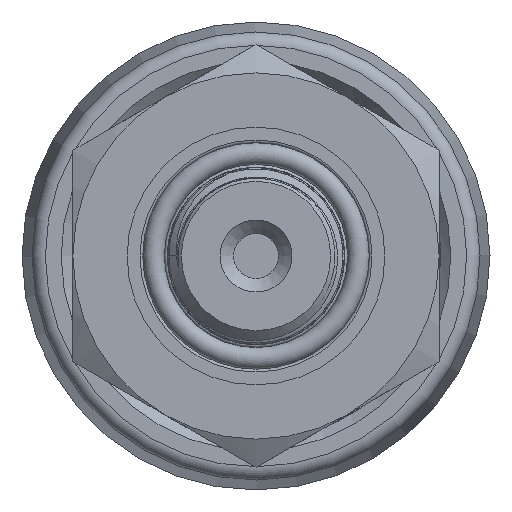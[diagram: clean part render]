
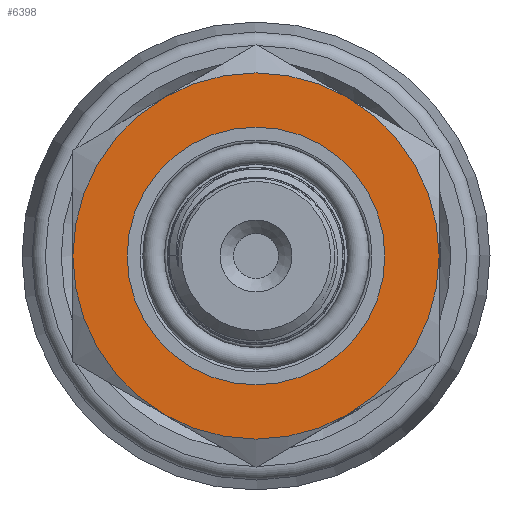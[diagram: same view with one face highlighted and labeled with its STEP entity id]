
A CAD part, left-side view. The second image highlights one B-rep face of the part: STEP entity #6398.
In plain terms, the highlighted face is planar.
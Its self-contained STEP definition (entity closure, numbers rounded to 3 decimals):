
#832=FACE_BOUND('',#2350,.T.);
#1584=PLANE('',#6706);
#1949=FACE_OUTER_BOUND('',#2349,.T.);
#2349=EDGE_LOOP('',(#6017));
#2350=EDGE_LOOP('',(#6018));
#2466=CIRCLE('',#6667,13.5);
#2490=CIRCLE('',#6707,9.5);
#3110=VERTEX_POINT('',#21627);
#3129=VERTEX_POINT('',#21693);
#4062=EDGE_CURVE('',#3110,#3110,#2466,.T.);
#4093=EDGE_CURVE('',#3129,#3129,#2490,.T.);
#6017=ORIENTED_EDGE('',*,*,#4062,.T.);
#6018=ORIENTED_EDGE('',*,*,#4093,.F.);
#6398=ADVANCED_FACE('',(#1949,#832),#1584,.T.);
#6667=AXIS2_PLACEMENT_3D('',#21628,#7443,#7444);
#6706=AXIS2_PLACEMENT_3D('',#21692,#7528,#7529);
#6707=AXIS2_PLACEMENT_3D('',#21694,#7530,#7531);
#7443=DIRECTION('center_axis',(1.,0.,0.));
#7444=DIRECTION('ref_axis',(0.,0.,-1.));
#7528=DIRECTION('center_axis',(1.,0.,0.));
#7529=DIRECTION('ref_axis',(0.,0.,-1.));
#7530=DIRECTION('center_axis',(1.,0.,0.));
#7531=DIRECTION('ref_axis',(0.,0.,-1.));
#21627=CARTESIAN_POINT('',(-14.,-13.5,0.));
#21628=CARTESIAN_POINT('Origin',(-14.,0.,0.));
#21692=CARTESIAN_POINT('Origin',(-14.,9.5,0.));
#21693=CARTESIAN_POINT('',(-14.,-9.5,0.));
#21694=CARTESIAN_POINT('Origin',(-14.,0.,0.));
